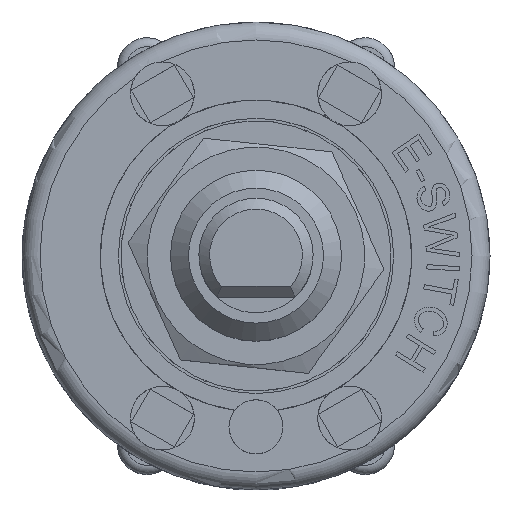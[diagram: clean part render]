
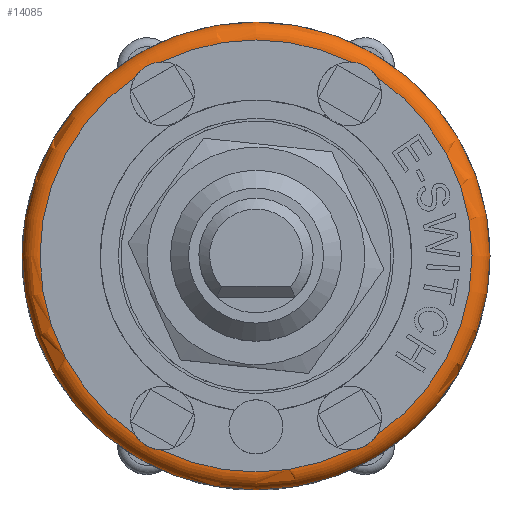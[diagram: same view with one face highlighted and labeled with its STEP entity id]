
A CAD part, top view. The second image highlights one B-rep face of the part: STEP entity #14085.
In plain terms, the highlighted toroidal (fillet/blend) face has major radius 12 mm and minor radius 1 mm.
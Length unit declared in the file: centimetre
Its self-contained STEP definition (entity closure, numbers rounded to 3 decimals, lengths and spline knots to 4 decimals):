
#28=TOROIDAL_SURFACE('',#14858,1.2,0.1);
#667=B_SPLINE_CURVE_WITH_KNOTS('',3,(#24261,#24262,#24263,#24264,#24265,
#24266,#24267,#24268,#24269,#24270,#24271,#24272),.UNSPECIFIED.,.F.,.F.,
(4,2,2,2,2,4),(-0.2692,-0.2446,-0.216,
-0.1921,-0.1645,-0.1357),.UNSPECIFIED.);
#668=B_SPLINE_CURVE_WITH_KNOTS('',3,(#24284,#24285,#24286,#24287,#24288,
#24289,#24290,#24291,#24292,#24293,#24294,#24295),.UNSPECIFIED.,.F.,.F.,
(4,2,2,2,2,4),(-0.2692,-0.2446,-0.216,
-0.1921,-0.1645,-0.1357),.UNSPECIFIED.);
#669=B_SPLINE_CURVE_WITH_KNOTS('',3,(#24312,#24313,#24314,#24315,#24316,
#24317,#24318,#24319,#24320,#24321,#24322,#24323),.UNSPECIFIED.,.F.,.F.,
(4,2,2,2,2,4),(-0.2692,-0.2446,-0.216,
-0.1921,-0.1645,-0.1357),.UNSPECIFIED.);
#670=B_SPLINE_CURVE_WITH_KNOTS('',3,(#24345,#24346,#24347,#24348,#24349,
#24350,#24351,#24352,#24353,#24354,#24355,#24356),.UNSPECIFIED.,.F.,.F.,
(4,2,2,2,2,4),(-0.2692,-0.2446,-0.216,
-0.1921,-0.1645,-0.1357),.UNSPECIFIED.);
#822=CIRCLE('',#14811,1.3);
#849=CIRCLE('',#14859,0.1);
#850=CIRCLE('',#14860,1.2);
#851=CIRCLE('',#14861,1.2);
#852=CIRCLE('',#14862,1.2);
#853=CIRCLE('',#14863,1.2);
#854=CIRCLE('',#14864,1.2);
#1649=FACE_OUTER_BOUND('',#2488,.T.);
#2488=EDGE_LOOP('',(#12464,#12465,#12466,#12467,#12468,#12469,#12470,#12471,
#12472,#12473,#12474,#12475));
#6707=VERTEX_POINT('',#24223);
#6715=VERTEX_POINT('',#24259);
#6716=VERTEX_POINT('',#24260);
#6719=VERTEX_POINT('',#24282);
#6720=VERTEX_POINT('',#24283);
#6725=VERTEX_POINT('',#24310);
#6726=VERTEX_POINT('',#24311);
#6733=VERTEX_POINT('',#24343);
#6734=VERTEX_POINT('',#24344);
#6737=VERTEX_POINT('',#24366);
#8668=EDGE_CURVE('',#6707,#6707,#822,.T.);
#8686=EDGE_CURVE('',#6715,#6716,#667,.T.);
#8692=EDGE_CURVE('',#6719,#6720,#668,.T.);
#8700=EDGE_CURVE('',#6725,#6726,#669,.T.);
#8710=EDGE_CURVE('',#6733,#6734,#670,.T.);
#8716=EDGE_CURVE('',#6707,#6737,#849,.T.);
#8717=EDGE_CURVE('',#6737,#6725,#850,.T.);
#8718=EDGE_CURVE('',#6726,#6719,#851,.T.);
#8719=EDGE_CURVE('',#6720,#6715,#852,.T.);
#8720=EDGE_CURVE('',#6716,#6733,#853,.T.);
#8721=EDGE_CURVE('',#6734,#6737,#854,.T.);
#12464=ORIENTED_EDGE('',*,*,#8668,.T.);
#12465=ORIENTED_EDGE('',*,*,#8716,.T.);
#12466=ORIENTED_EDGE('',*,*,#8717,.T.);
#12467=ORIENTED_EDGE('',*,*,#8700,.T.);
#12468=ORIENTED_EDGE('',*,*,#8718,.T.);
#12469=ORIENTED_EDGE('',*,*,#8692,.T.);
#12470=ORIENTED_EDGE('',*,*,#8719,.T.);
#12471=ORIENTED_EDGE('',*,*,#8686,.T.);
#12472=ORIENTED_EDGE('',*,*,#8720,.T.);
#12473=ORIENTED_EDGE('',*,*,#8710,.T.);
#12474=ORIENTED_EDGE('',*,*,#8721,.T.);
#12475=ORIENTED_EDGE('',*,*,#8716,.F.);
#14085=ADVANCED_FACE('',(#1649),#28,.T.);
#14811=AXIS2_PLACEMENT_3D('',#24224,#17614,#17615);
#14858=AXIS2_PLACEMENT_3D('',#24365,#17725,#17726);
#14859=AXIS2_PLACEMENT_3D('',#24367,#17727,#17728);
#14860=AXIS2_PLACEMENT_3D('',#24368,#17729,#17730);
#14861=AXIS2_PLACEMENT_3D('',#24369,#17731,#17732);
#14862=AXIS2_PLACEMENT_3D('',#24370,#17733,#17734);
#14863=AXIS2_PLACEMENT_3D('',#24371,#17735,#17736);
#14864=AXIS2_PLACEMENT_3D('',#24372,#17737,#17738);
#17614=DIRECTION('center_axis',(0.,0.,1.));
#17615=DIRECTION('ref_axis',(-1.,0.,0.));
#17725=DIRECTION('center_axis',(0.,0.,-1.));
#17726=DIRECTION('ref_axis',(-1.,0.,0.));
#17727=DIRECTION('center_axis',(0.,-1.,0.));
#17728=DIRECTION('ref_axis',(1.,0.,0.));
#17729=DIRECTION('center_axis',(0.,0.,-1.));
#17730=DIRECTION('ref_axis',(-1.,0.,0.));
#17731=DIRECTION('center_axis',(0.,0.,-1.));
#17732=DIRECTION('ref_axis',(-1.,0.,0.));
#17733=DIRECTION('center_axis',(0.,0.,-1.));
#17734=DIRECTION('ref_axis',(-1.,0.,0.));
#17735=DIRECTION('center_axis',(0.,0.,-1.));
#17736=DIRECTION('ref_axis',(-1.,0.,0.));
#17737=DIRECTION('center_axis',(0.,0.,-1.));
#17738=DIRECTION('ref_axis',(-1.,0.,0.));
#24223=CARTESIAN_POINT('',(1.3,0.,0.95));
#24224=CARTESIAN_POINT('Origin',(0.,0.,0.95));
#24259=CARTESIAN_POINT('',(-0.67,0.9955,1.05));
#24260=CARTESIAN_POINT('',(-0.5271,1.078,1.05));
#24261=CARTESIAN_POINT('Ctrl Pts',(-0.67,0.9955,
1.05));
#24262=CARTESIAN_POINT('Ctrl Pts',(-0.6646,1.0041,
1.05));
#24263=CARTESIAN_POINT('Ctrl Pts',(-0.6583,1.0124,
1.0498));
#24264=CARTESIAN_POINT('Ctrl Pts',(-0.6428,1.0294,
1.0491));
#24265=CARTESIAN_POINT('Ctrl Pts',(-0.6335,1.0377,
1.0488));
#24266=CARTESIAN_POINT('Ctrl Pts',(-0.615,1.051,1.0484));
#24267=CARTESIAN_POINT('Ctrl Pts',(-0.6061,1.0563,
1.0484));
#24268=CARTESIAN_POINT('Ctrl Pts',(-0.5859,1.0659,1.0487));
#24269=CARTESIAN_POINT('Ctrl Pts',(-0.5747,1.07,1.049));
#24270=CARTESIAN_POINT('Ctrl Pts',(-0.551,1.0759,1.0497));
#24271=CARTESIAN_POINT('Ctrl Pts',(-0.539,1.0775,
1.05));
#24272=CARTESIAN_POINT('Ctrl Pts',(-0.5271,1.078,
1.05));
#24282=CARTESIAN_POINT('',(-0.5271,-1.078,1.05));
#24283=CARTESIAN_POINT('',(-0.67,-0.9955,1.05));
#24284=CARTESIAN_POINT('Ctrl Pts',(-0.5271,-1.078,
1.05));
#24285=CARTESIAN_POINT('Ctrl Pts',(-0.5373,-1.0776,
1.05));
#24286=CARTESIAN_POINT('Ctrl Pts',(-0.5476,-1.0763,
1.0498));
#24287=CARTESIAN_POINT('Ctrl Pts',(-0.5701,-1.0714,1.0491));
#24288=CARTESIAN_POINT('Ctrl Pts',(-0.5819,-1.0675,
1.0488));
#24289=CARTESIAN_POINT('Ctrl Pts',(-0.6027,-1.0581,
1.0484));
#24290=CARTESIAN_POINT('Ctrl Pts',(-0.6117,-1.053,
1.0484));
#24291=CARTESIAN_POINT('Ctrl Pts',(-0.6301,-1.0404,
1.0487));
#24292=CARTESIAN_POINT('Ctrl Pts',(-0.6393,-1.0327,
1.049));
#24293=CARTESIAN_POINT('Ctrl Pts',(-0.6562,-1.0151,
1.0497));
#24294=CARTESIAN_POINT('Ctrl Pts',(-0.6637,-1.0055,
1.05));
#24295=CARTESIAN_POINT('Ctrl Pts',(-0.67,-0.9955,
1.05));
#24310=CARTESIAN_POINT('',(0.67,-0.9955,1.05));
#24311=CARTESIAN_POINT('',(0.5271,-1.078,1.05));
#24312=CARTESIAN_POINT('Ctrl Pts',(0.67,-0.9955,
1.05));
#24313=CARTESIAN_POINT('Ctrl Pts',(0.6646,-1.0041,
1.05));
#24314=CARTESIAN_POINT('Ctrl Pts',(0.6583,-1.0124,
1.0498));
#24315=CARTESIAN_POINT('Ctrl Pts',(0.6428,-1.0294,
1.0491));
#24316=CARTESIAN_POINT('Ctrl Pts',(0.6335,-1.0377,
1.0488));
#24317=CARTESIAN_POINT('Ctrl Pts',(0.615,-1.051,
1.0484));
#24318=CARTESIAN_POINT('Ctrl Pts',(0.6061,-1.0563,
1.0484));
#24319=CARTESIAN_POINT('Ctrl Pts',(0.5859,-1.0659,1.0487));
#24320=CARTESIAN_POINT('Ctrl Pts',(0.5747,-1.07,1.049));
#24321=CARTESIAN_POINT('Ctrl Pts',(0.551,-1.0759,
1.0497));
#24322=CARTESIAN_POINT('Ctrl Pts',(0.539,-1.0775,
1.05));
#24323=CARTESIAN_POINT('Ctrl Pts',(0.5271,-1.078,
1.05));
#24343=CARTESIAN_POINT('',(0.5271,1.078,1.05));
#24344=CARTESIAN_POINT('',(0.67,0.9955,1.05));
#24345=CARTESIAN_POINT('Ctrl Pts',(0.5271,1.078,1.05));
#24346=CARTESIAN_POINT('Ctrl Pts',(0.5373,1.0776,1.05));
#24347=CARTESIAN_POINT('Ctrl Pts',(0.5476,1.0763,1.0498));
#24348=CARTESIAN_POINT('Ctrl Pts',(0.5701,1.0714,1.0491));
#24349=CARTESIAN_POINT('Ctrl Pts',(0.5819,1.0675,1.0488));
#24350=CARTESIAN_POINT('Ctrl Pts',(0.6027,1.0581,1.0484));
#24351=CARTESIAN_POINT('Ctrl Pts',(0.6117,1.053,1.0484));
#24352=CARTESIAN_POINT('Ctrl Pts',(0.6301,1.0404,1.0487));
#24353=CARTESIAN_POINT('Ctrl Pts',(0.6393,1.0327,1.049));
#24354=CARTESIAN_POINT('Ctrl Pts',(0.6562,1.0151,1.0497));
#24355=CARTESIAN_POINT('Ctrl Pts',(0.6637,1.0055,1.05));
#24356=CARTESIAN_POINT('Ctrl Pts',(0.67,0.9955,
1.05));
#24365=CARTESIAN_POINT('Origin',(0.,0.,0.95));
#24366=CARTESIAN_POINT('',(1.2,0.,1.05));
#24367=CARTESIAN_POINT('Origin',(1.2,0.,0.95));
#24368=CARTESIAN_POINT('Origin',(0.,0.,1.05));
#24369=CARTESIAN_POINT('Origin',(0.,0.,1.05));
#24370=CARTESIAN_POINT('Origin',(0.,0.,1.05));
#24371=CARTESIAN_POINT('Origin',(0.,0.,1.05));
#24372=CARTESIAN_POINT('Origin',(0.,0.,1.05));
